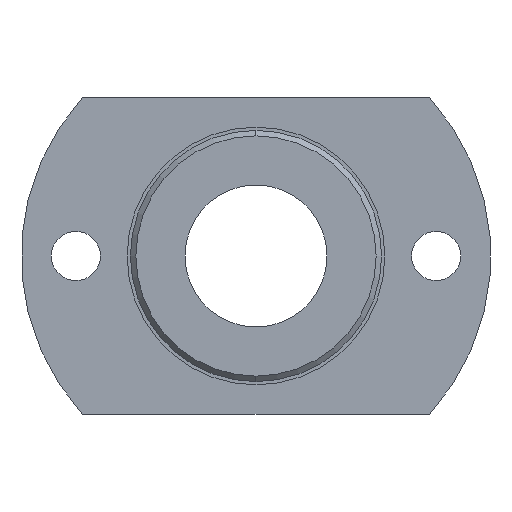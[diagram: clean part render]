
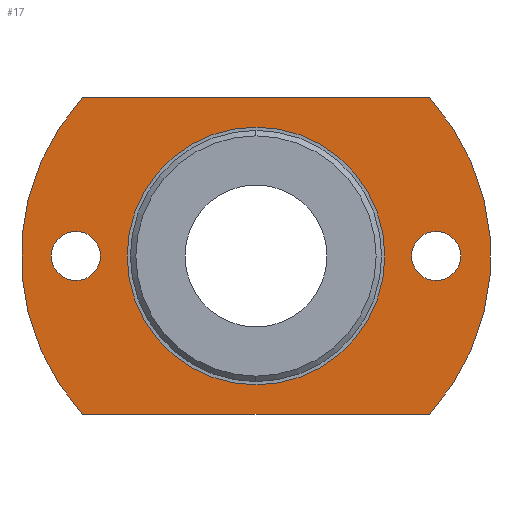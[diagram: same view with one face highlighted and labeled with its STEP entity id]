
A CAD part, left-side view. The second image highlights one B-rep face of the part: STEP entity #17.
In plain terms, the highlighted planar face has unit normal (-1, 0, 0).
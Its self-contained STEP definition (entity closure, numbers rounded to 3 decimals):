
#17 = ADVANCED_FACE ( 'NONE', ( #876, #873, #871, #869 ), #1076, .F. ) ;
#56 = CIRCLE ( 'NONE', #1129, 21.5 ) ;
#71 = CIRCLE ( 'NONE', #1118, 2.25 ) ;
#72 = CIRCLE ( 'NONE', #1124, 11.8 ) ;
#78 = CIRCLE ( 'NONE', #1121, 21.5 ) ;
#99 = CARTESIAN_POINT ( 'NONE',  ( 0., -16.5, 0. ) ) ;
#104 = EDGE_CURVE ( 'NONE', #1220, #1183, #823, .T. ) ;
#115 = EDGE_CURVE ( 'NONE', #1188, #1216, #708, .T. ) ;
#159 = DIRECTION ( 'NONE',  ( 0., 0., 1. ) ) ;
#160 = DIRECTION ( 'NONE',  ( -1., 0., 0. ) ) ;
#163 = CARTESIAN_POINT ( 'NONE',  ( 0., 0., 0. ) ) ;
#192 = CARTESIAN_POINT ( 'NONE',  ( 0., -16.5, -2.25 ) ) ;
#196 = CARTESIAN_POINT ( 'NONE',  ( 0., 16.5, 2.25 ) ) ;
#201 = CARTESIAN_POINT ( 'NONE',  ( 0., 16.5, -2.25 ) ) ;
#206 = CARTESIAN_POINT ( 'NONE',  ( 0., -15.875, 14.5 ) ) ;
#210 = CARTESIAN_POINT ( 'NONE',  ( 0., -15.875, -14.5 ) ) ;
#216 = CARTESIAN_POINT ( 'NONE',  ( 0., -16.5, 2.25 ) ) ;
#225 = CARTESIAN_POINT ( 'NONE',  ( 0., 0., -11.8 ) ) ;
#239 = CARTESIAN_POINT ( 'NONE',  ( 0., 15.875, -14.5 ) ) ;
#243 = CARTESIAN_POINT ( 'NONE',  ( 0., 15.875, 14.5 ) ) ;
#256 = CARTESIAN_POINT ( 'NONE',  ( 0., 0., 11.8 ) ) ;
#258 = DIRECTION ( 'NONE',  ( 0., -1., 0. ) ) ;
#268 = DIRECTION ( 'NONE',  ( 0., 0., -1. ) ) ;
#269 = DIRECTION ( 'NONE',  ( 1., 0., 0. ) ) ;
#271 = DIRECTION ( 'NONE',  ( 0., 0., -1. ) ) ;
#274 = DIRECTION ( 'NONE',  ( 1., 0., 0. ) ) ;
#281 = CARTESIAN_POINT ( 'NONE',  ( 0., 11.5, -14.5 ) ) ;
#282 = CARTESIAN_POINT ( 'NONE',  ( 0., 16.5, 0. ) ) ;
#287 = CARTESIAN_POINT ( 'NONE',  ( 0., 0., 0. ) ) ;
#292 = DIRECTION ( 'NONE',  ( 0., 0., 1. ) ) ;
#293 = DIRECTION ( 'NONE',  ( -1., 0., 0. ) ) ;
#305 = CARTESIAN_POINT ( 'NONE',  ( 0., 0., 0. ) ) ;
#331 = DIRECTION ( 'NONE',  ( 0., 0., -1. ) ) ;
#332 = DIRECTION ( 'NONE',  ( 1., 0., 0. ) ) ;
#335 = CARTESIAN_POINT ( 'NONE',  ( 0., 0., 0. ) ) ;
#368 = DIRECTION ( 'NONE',  ( 0., 1., 0. ) ) ;
#369 = CARTESIAN_POINT ( 'NONE',  ( 0., 11.5, 14.5 ) ) ;
#380 = DIRECTION ( 'NONE',  ( 0., 0., -1. ) ) ;
#382 = DIRECTION ( 'NONE',  ( 1., 0., 0. ) ) ;
#383 = CARTESIAN_POINT ( 'NONE',  ( 0., -16.5, 0. ) ) ;
#401 = DIRECTION ( 'NONE',  ( 0., 0., -1. ) ) ;
#402 = DIRECTION ( 'NONE',  ( 1., 0., 0. ) ) ;
#406 = CARTESIAN_POINT ( 'NONE',  ( 0., 16.5, 0. ) ) ;
#429 = ORIENTED_EDGE ( 'NONE', *, *, #674, .T. ) ;
#432 = ORIENTED_EDGE ( 'NONE', *, *, #1252, .T. ) ;
#446 = ORIENTED_EDGE ( 'NONE', *, *, #948, .T. ) ;
#452 = ORIENTED_EDGE ( 'NONE', *, *, #949, .T. ) ;
#490 = EDGE_LOOP ( 'NONE', ( #446, #548 ) ) ;
#495 = EDGE_LOOP ( 'NONE', ( #432, #576 ) ) ;
#548 = ORIENTED_EDGE ( 'NONE', *, *, #803, .T. ) ;
#576 = ORIENTED_EDGE ( 'NONE', *, *, #683, .T. ) ;
#578 = ORIENTED_EDGE ( 'NONE', *, *, #115, .T. ) ;
#582 = EDGE_LOOP ( 'NONE', ( #615, #596, #587, #578 ) ) ;
#587 = ORIENTED_EDGE ( 'NONE', *, *, #1240, .T. ) ;
#596 = ORIENTED_EDGE ( 'NONE', *, *, #104, .T. ) ;
#615 = ORIENTED_EDGE ( 'NONE', *, *, #815, .T. ) ;
#646 = AXIS2_PLACEMENT_3D ( 'NONE', #1073, #1072, #1071 ) ;
#674 = EDGE_CURVE ( 'NONE', #1229, #1224, #689, .T. ) ;
#683 = EDGE_CURVE ( 'NONE', #1211, #1232, #711, .T. ) ;
#689 = CIRCLE ( 'NONE', #1104, 2.25 ) ;
#708 = LINE ( 'NONE', #281, #714 ) ;
#711 = CIRCLE ( 'NONE', #1107, 2.25 ) ;
#714 = VECTOR ( 'NONE', #258, 1000. ) ;
#750 = CIRCLE ( 'NONE', #1114, 11.8 ) ;
#772 = DIRECTION ( 'NONE',  ( 1., 0., 0. ) ) ;
#774 = DIRECTION ( 'NONE',  ( 0., 0., -1. ) ) ;
#803 = EDGE_CURVE ( 'NONE', #1168, #1201, #750, .T. ) ;
#815 = EDGE_CURVE ( 'NONE', #1216, #1220, #78, .T. ) ;
#822 = VECTOR ( 'NONE', #368, 1000. ) ;
#823 = LINE ( 'NONE', #369, #822 ) ;
#869 = FACE_OUTER_BOUND ( 'NONE', #582, .T. ) ;
#871 = FACE_BOUND ( 'NONE', #490, .T. ) ;
#873 = FACE_BOUND ( 'NONE', #495, .T. ) ;
#876 = FACE_BOUND ( 'NONE', #933, .T. ) ;
#933 = EDGE_LOOP ( 'NONE', ( #452, #429 ) ) ;
#948 = EDGE_CURVE ( 'NONE', #1201, #1168, #72, .T. ) ;
#949 = EDGE_CURVE ( 'NONE', #1224, #1229, #71, .T. ) ;
#966 = CIRCLE ( 'NONE', #1134, 2.25 ) ;
#1071 = DIRECTION ( 'NONE',  ( 0., 0., -1. ) ) ;
#1072 = DIRECTION ( 'NONE',  ( 1., 0., 0. ) ) ;
#1073 = CARTESIAN_POINT ( 'NONE',  ( 0., 11.5, 0. ) ) ;
#1076 = PLANE ( 'NONE',  #646 ) ;
#1104 = AXIS2_PLACEMENT_3D ( 'NONE', #406, #402, #401 ) ;
#1107 = AXIS2_PLACEMENT_3D ( 'NONE', #383, #382, #380 ) ;
#1114 = AXIS2_PLACEMENT_3D ( 'NONE', #335, #332, #331 ) ;
#1118 = AXIS2_PLACEMENT_3D ( 'NONE', #282, #269, #268 ) ;
#1121 = AXIS2_PLACEMENT_3D ( 'NONE', #305, #293, #292 ) ;
#1124 = AXIS2_PLACEMENT_3D ( 'NONE', #287, #274, #271 ) ;
#1129 = AXIS2_PLACEMENT_3D ( 'NONE', #163, #160, #159 ) ;
#1134 = AXIS2_PLACEMENT_3D ( 'NONE', #99, #772, #774 ) ;
#1168 = VERTEX_POINT ( 'NONE', #256 ) ;
#1183 = VERTEX_POINT ( 'NONE', #243 ) ;
#1188 = VERTEX_POINT ( 'NONE', #239 ) ;
#1201 = VERTEX_POINT ( 'NONE', #225 ) ;
#1211 = VERTEX_POINT ( 'NONE', #216 ) ;
#1216 = VERTEX_POINT ( 'NONE', #210 ) ;
#1220 = VERTEX_POINT ( 'NONE', #206 ) ;
#1224 = VERTEX_POINT ( 'NONE', #201 ) ;
#1229 = VERTEX_POINT ( 'NONE', #196 ) ;
#1232 = VERTEX_POINT ( 'NONE', #192 ) ;
#1240 = EDGE_CURVE ( 'NONE', #1183, #1188, #56, .T. ) ;
#1252 = EDGE_CURVE ( 'NONE', #1232, #1211, #966, .T. ) ;
